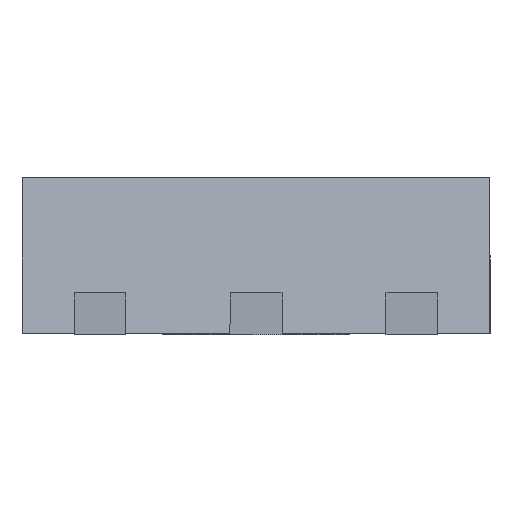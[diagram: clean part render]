
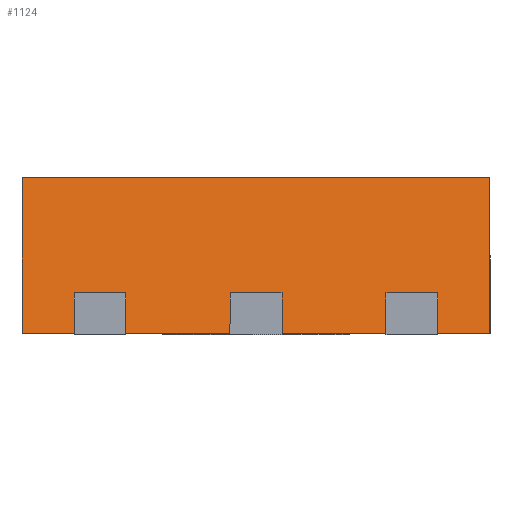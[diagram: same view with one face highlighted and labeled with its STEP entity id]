
A CAD part, front view. The second image highlights one B-rep face of the part: STEP entity #1124.
In plain terms, the highlighted planar face has unit normal (0, -0.985, 0.174).
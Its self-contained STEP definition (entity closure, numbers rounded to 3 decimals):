
#6 = ORIENTED_EDGE ( 'NONE', *, *, #871, .T. ) ;
#7 = ORIENTED_EDGE ( 'NONE', *, *, #1066, .T. ) ;
#90 = VERTEX_POINT ( 'NONE', #3009 ) ;
#455 = ORIENTED_EDGE ( 'NONE', *, *, #457, .T. ) ;
#457 = EDGE_CURVE ( 'NONE', #90, #1129, #3004, .T. ) ;
#528 = CARTESIAN_POINT ( 'NONE',  ( 2.25, -0.236, 1.51 ) ) ;
#529 = DIRECTION ( 'NONE',  ( 0., -0.174, -0.985 ) ) ;
#530 = DIRECTION ( 'NONE',  ( 0., -0.985, 0.174 ) ) ;
#531 = CARTESIAN_POINT ( 'NONE',  ( 2.25, -0.236, 1.51 ) ) ;
#532 = AXIS2_PLACEMENT_3D ( 'NONE', #531, #530, #529 ) ;
#533 = PLANE ( 'NONE',  #532 ) ;
#599 = DIRECTION ( 'NONE',  ( -1., 0., 0. ) ) ;
#600 = VECTOR ( 'NONE', #599, 1000. ) ;
#601 = CARTESIAN_POINT ( 'NONE',  ( 2.25, -0.236, 1.51 ) ) ;
#602 = LINE ( 'NONE', #601, #600 ) ;
#652 = FACE_OUTER_BOUND ( 'NONE', #1125, .T. ) ;
#842 = VERTEX_POINT ( 'NONE', #2995 ) ;
#871 = EDGE_CURVE ( 'NONE', #842, #872, #3286, .T. ) ;
#872 = VERTEX_POINT ( 'NONE', #3280 ) ;
#873 = EDGE_CURVE ( 'NONE', #872, #90, #3277, .T. ) ;
#877 = ORIENTED_EDGE ( 'NONE', *, *, #873, .T. ) ;
#1066 = EDGE_CURVE ( 'NONE', #1129, #842, #602, .T. ) ;
#1124 = ADVANCED_FACE ( 'NONE', ( #652 ), #533, .T. ) ;
#1125 = EDGE_LOOP ( 'NONE', ( #455, #7, #6, #877 ) ) ;
#1129 = VERTEX_POINT ( 'NONE', #528 ) ;
#2995 = CARTESIAN_POINT ( 'NONE',  ( -2.25, -0.236, 1.51 ) ) ;
#3000 = DIRECTION ( 'NONE',  ( 0., 0.174, 0.985 ) ) ;
#3002 = VECTOR ( 'NONE', #3000, 1000. ) ;
#3003 = CARTESIAN_POINT ( 'NONE',  ( 2.25, -0.5, 0.01 ) ) ;
#3004 = LINE ( 'NONE', #3003, #3002 ) ;
#3009 = CARTESIAN_POINT ( 'NONE',  ( 2.25, -0.5, 0.01 ) ) ;
#3273 = DIRECTION ( 'NONE',  ( 1., 0., 0. ) ) ;
#3274 = VECTOR ( 'NONE', #3273, 1000. ) ;
#3275 = CARTESIAN_POINT ( 'NONE',  ( -2.25, -0.5, 0.01 ) ) ;
#3277 = LINE ( 'NONE', #3275, #3274 ) ;
#3280 = CARTESIAN_POINT ( 'NONE',  ( -2.25, -0.5, 0.01 ) ) ;
#3281 = DIRECTION ( 'NONE',  ( 0., -0.174, -0.985 ) ) ;
#3283 = VECTOR ( 'NONE', #3281, 1000. ) ;
#3285 = CARTESIAN_POINT ( 'NONE',  ( -2.25, -0.236, 1.51 ) ) ;
#3286 = LINE ( 'NONE', #3285, #3283 ) ;
